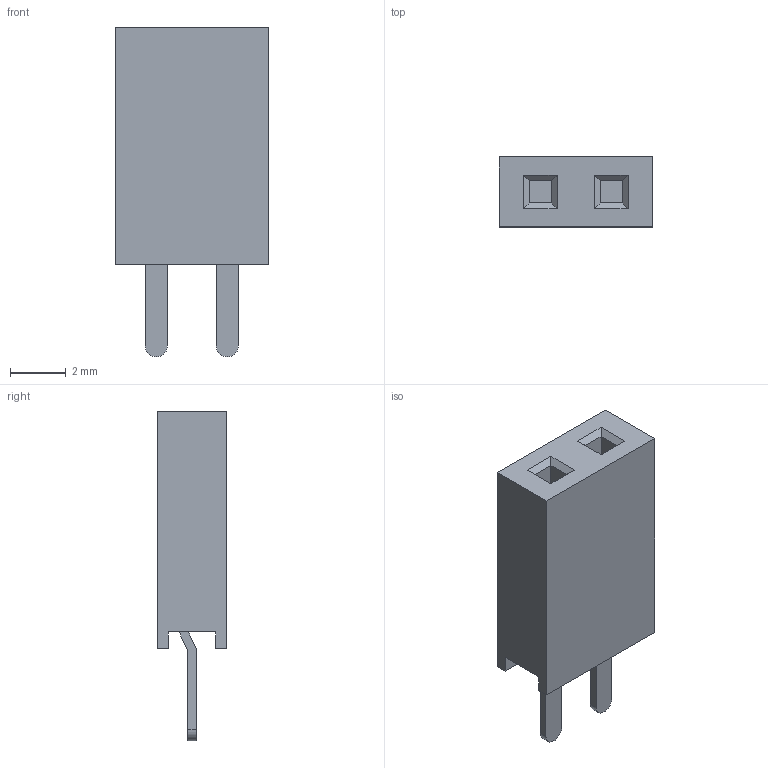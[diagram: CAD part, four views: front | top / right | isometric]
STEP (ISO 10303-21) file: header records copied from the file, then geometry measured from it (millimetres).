
FILE_DESCRIPTION(/* description */ ('Designed by EasyEDA Pro','CAx-IF Rec.Pracs.---Representation and Presentation of Product Manufacturing Information (PMI)---4.0---2014-10-13'),/* implementation_level */ '2;1');
FILE_NAME(/* name */ 'PM_2.54_1X2P_LH.step',/* time_stamp */ '2025-02-21T16:30:06+08:00',/* author */ (''),/* organization */ (''),/* preprocessor_version */ 'ST-DEVELOPER v20',/* originating_system */ 'Autodesk Translation Framework v13.20.0.188',/* authorisation */ '');
FILE_SCHEMA (('AP242_MANAGED_MODEL_BASED_3D_ENGINEERING_MIM_LF { 1 0 10303 442 1 1 4 }'));
Length unit declared in the file: millimetre
Products named in the file (3): 8XRi-PCBModel; 8XRi-Board; 8XRi-U1-HDR-TH_2P-P2.54-V-F
Assembly tree (2 placements, depth 2):
  8XRi-PCBModel
    8XRi-Board
    8XRi-U1-HDR-TH_2P-P2.54-V-F
Bounding box: 5.49 x 2.5 x 11.8 mm (x, y, z)
Volume: 110 mm3; surface area: 197.6 mm2
Topology: 1 solids, 1 shells, 323 faces, 878 edges, 582 vertices
Faces by surface type: plane 207, bspline 114, cylinder 2
Entity records: 11870 total; most frequent: CARTESIAN_POINT 3886, ORIENTED_EDGE 1756, DIRECTION 1252, EDGE_CURVE 878, LINE 644, VECTOR 644, VERTEX_POINT 582, EDGE_LOOP 348
